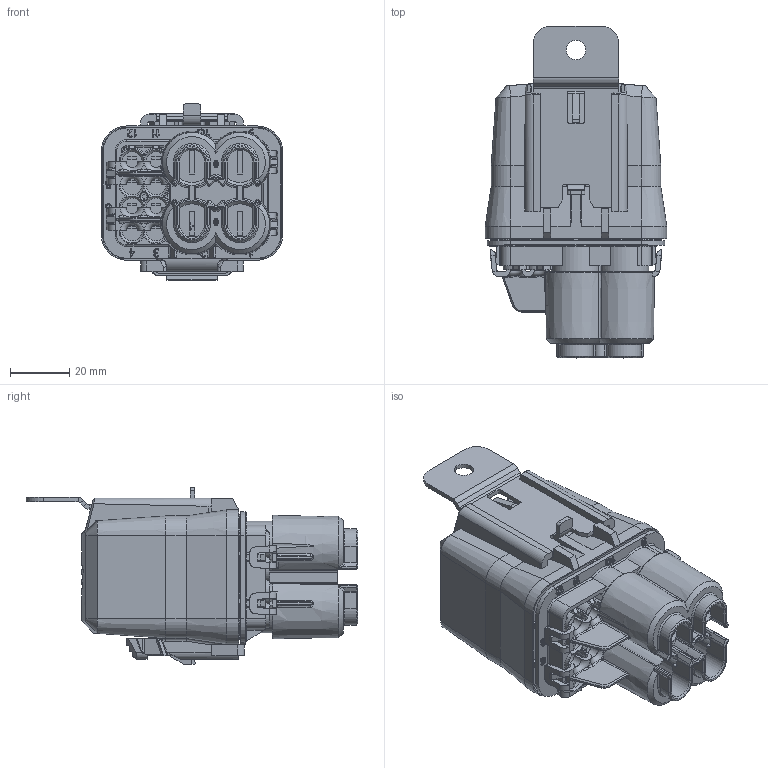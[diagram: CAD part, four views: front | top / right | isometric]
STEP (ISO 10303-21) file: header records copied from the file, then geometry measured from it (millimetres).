
FILE_DESCRIPTION((''),'2;1');
FILE_NAME('FRH-MAXI-AND-MINI_SERIES_NCF_ASM','2024-04-17T09:39:52',('20077268'),(''),'CREO PARAMETRIC BY PTC INC, 2017110','CREO PARAMETRIC BY PTC INC, 2017110','');
FILE_SCHEMA(('CONFIG_CONTROL_DESIGN'));
Products named in the file (15): PC26-2008A-B001_SALES_NCF; C14-1018_NCF_INSTALLED; PC42-2014A-A001_SALES_NCF_ASM; SC42-2014A-A001_NCF_ASM; C27-1020_NCF; FRH-A24-C_NCF_ASM; PC38-2013A-B003_NCF; SC38-2013A-B003_NCF_ASM; PC38-2013B-B003_NCF; SC38-2013B-B003_NCF_ASM; C19-1002-AX_NCF; FRH-A12-MB-A1_ASM; C38-1027_NCF; FRH-A-CPA_NCF_ASM; FRH-MAXI-AND-MINI_SERIES_NCF_ASM
Assembly tree (14 placements, depth 4):
  FRH-MAXI-AND-MINI_SERIES_NCF_ASM
    SC42-2014A-A001_NCF_ASM
      PC42-2014A-A001_SALES_NCF_ASM
        PC26-2008A-B001_SALES_NCF
        C14-1018_NCF_INSTALLED
    FRH-A24-C_NCF_ASM
      C27-1020_NCF
    SC38-2013A-B003_NCF_ASM
      PC38-2013A-B003_NCF
    SC38-2013B-B003_NCF_ASM
      PC38-2013B-B003_NCF
    FRH-A12-MB-A1_ASM
      C19-1002-AX_NCF
    FRH-A-CPA_NCF_ASM
      C38-1027_NCF
Bounding box: 61.34 x 112.06 x 59.69 mm (x, y, z)
Volume: 88322.8 mm3; surface area: 85750 mm2
Topology: 7 solids, 7 shells, 2961 faces, 7528 edges, 4634 vertices
Faces by surface type: plane 1275, cylinder 758, cone 283, extrusion 255, torus 163, bspline 117, sphere 110
Entity records: 96541 total; most frequent: CARTESIAN_POINT 26654, ORIENTED_EDGE 15012, DIRECTION 13608, EDGE_CURVE 7506, VERTEX_POINT 4634, VECTOR 4606, AXIS2_PLACEMENT_3D 4501, LINE 4351
